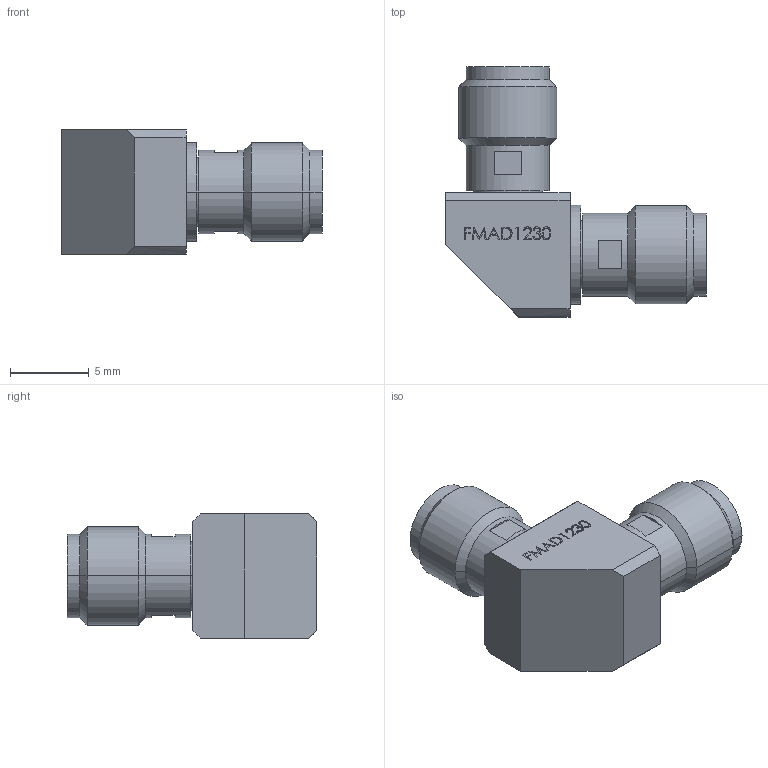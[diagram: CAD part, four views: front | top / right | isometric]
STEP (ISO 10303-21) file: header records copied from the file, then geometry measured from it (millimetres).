
FILE_DESCRIPTION (( 'STEP AP203' ), '1' );
FILE_NAME ('FMAD1230_3D.STEP', '2021-05-05T12:57:06', ( '' ), ( '' ), 'SwSTEP 2.0', 'SolidWorks 2020', '' );
FILE_SCHEMA (( 'CONFIG_CONTROL_DESIGN' ));
Length unit declared in the file: inch
Products named in the file (5): Part2^FMAD1230; als-pc8pc8.stp; ALS-K3K8-3.stp; FMAD1230_3D; ALS-K8PC8-12-1.stp
Assembly tree (5 placements, depth 3):
  FMAD1230_3D
    als-pc8pc8.stp
      ALS-K3K8-3.stp
      ALS-K8PC8-12-1.stp  x2
    Part2^FMAD1230
Bounding box: 16.6 x 15.92 x 7.92 mm (x, y, z)
Volume: 877 mm3; surface area: 827 mm2
Topology: 11 solids, 11 shells, 178 faces, 418 edges, 272 vertices
Faces by surface type: plane 100, bspline 36, cylinder 28, cone 14
Entity records: 7078 total; most frequent: CARTESIAN_POINT 3191, ORIENTED_EDGE 730, DIRECTION 581, EDGE_CURVE 365, LINE 249, VECTOR 249, VERTEX_POINT 240, AXIS2_PLACEMENT_3D 166
